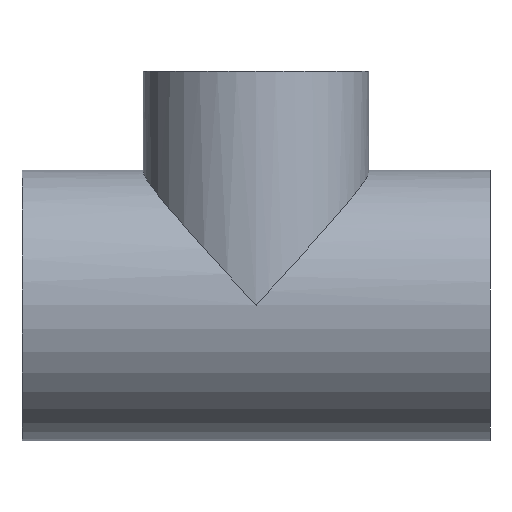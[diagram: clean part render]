
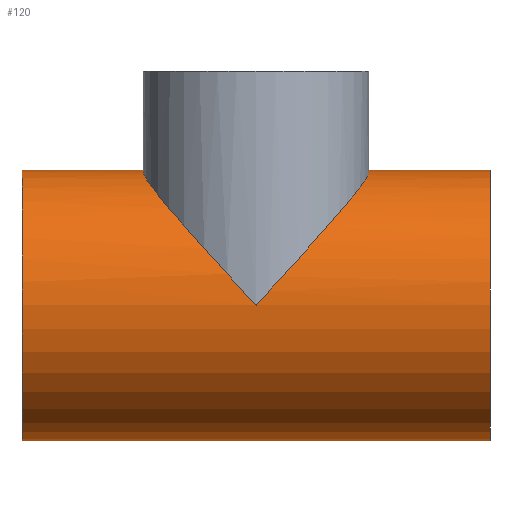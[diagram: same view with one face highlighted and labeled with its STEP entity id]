
A CAD part, front view. The second image highlights one B-rep face of the part: STEP entity #120.
In plain terms, the highlighted cylindrical face has radius 38.1 mm (diameter 76.2 mm), a full revolution.
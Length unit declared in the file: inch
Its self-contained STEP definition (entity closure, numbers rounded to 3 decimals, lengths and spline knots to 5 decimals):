
#17=FACE_BOUND('',#37,.T.);
#27=FACE_OUTER_BOUND('',#36,.T.);
#36=EDGE_LOOP('',(#102,#103,#104,#105));
#37=EDGE_LOOP('',(#106,#107));
#44=B_SPLINE_CURVE_WITH_KNOTS('',3,(#266,#267,#268,#269,#270,#271,#272,
#273,#274,#275,#276,#277,#278,#279,#280,#281,#282,#283,#284,#285,#286,#287,
#288,#289,#290,#291,#292,#293,#294,#295,#296,#297,#298,#299,#300,#301,#302,
#303,#304,#305,#306,#307,#308,#309,#310,#311,#312,#313,#314,#315),
 .UNSPECIFIED.,.F.,.F.,(4,2,2,2,2,2,2,2,2,2,2,2,2,2,2,2,2,2,2,2,2,2,2,2,
4),(0.,0.90576,1.81152,2.71727,3.62303,
4.23727,4.85152,5.46576,6.08,6.68407,
7.28813,7.8922,8.49627,9.1299,9.76354,
10.39717,11.03081,11.66444,12.29807,12.93171,
13.56534,14.16941,14.77348,15.37754,15.98161),
 .UNSPECIFIED.);
#45=B_SPLINE_CURVE_WITH_KNOTS('',3,(#316,#317,#318,#319,#320,#321,#322,
#323,#324,#325,#326,#327,#328,#329,#330,#331,#332,#333),.UNSPECIFIED.,.F.,
 .F.,(4,2,2,2,2,2,2,2,4),(15.98161,16.59585,17.2101,
17.82434,18.43858,19.34434,20.25009,21.15585,
22.06161),.UNSPECIFIED.);
#49=LINE('',#348,#53);
#53=VECTOR('',#181,1.5);
#58=CIRCLE('',#152,1.5);
#59=CIRCLE('',#153,1.5);
#63=VERTEX_POINT('',#264);
#64=VERTEX_POINT('',#265);
#68=VERTEX_POINT('',#345);
#69=VERTEX_POINT('',#347);
#74=EDGE_CURVE('',#63,#64,#44,.T.);
#75=EDGE_CURVE('',#64,#63,#45,.T.);
#81=EDGE_CURVE('',#68,#68,#58,.T.);
#82=EDGE_CURVE('',#68,#69,#49,.T.);
#83=EDGE_CURVE('',#69,#69,#59,.T.);
#102=ORIENTED_EDGE('',*,*,#81,.F.);
#103=ORIENTED_EDGE('',*,*,#82,.T.);
#104=ORIENTED_EDGE('',*,*,#83,.T.);
#105=ORIENTED_EDGE('',*,*,#82,.F.);
#106=ORIENTED_EDGE('',*,*,#74,.T.);
#107=ORIENTED_EDGE('',*,*,#75,.T.);
#115=CYLINDRICAL_SURFACE('',#151,1.5);
#120=ADVANCED_FACE('',(#27,#17),#115,.T.);
#151=AXIS2_PLACEMENT_3D('',#344,#177,#178);
#152=AXIS2_PLACEMENT_3D('',#346,#179,#180);
#153=AXIS2_PLACEMENT_3D('',#349,#182,#183);
#177=DIRECTION('center_axis',(-1.,0.,0.));
#178=DIRECTION('ref_axis',(0.,-1.,0.));
#179=DIRECTION('center_axis',(-1.,0.,0.));
#180=DIRECTION('ref_axis',(0.,-1.,0.));
#181=DIRECTION('',(1.,0.,0.));
#182=DIRECTION('center_axis',(-1.,0.,0.));
#183=DIRECTION('ref_axis',(0.,-1.,0.));
#264=CARTESIAN_POINT('',(0.,-1.5,0.));
#265=CARTESIAN_POINT('',(1.25,-0.25,1.47902));
#266=CARTESIAN_POINT('Ctrl Pts',(0.,-1.5,0.));
#267=CARTESIAN_POINT('Ctrl Pts',(-0.08014,-1.5,0.08779));
#268=CARTESIAN_POINT('Ctrl Pts',(-0.16372,-1.4922,0.17934));
#269=CARTESIAN_POINT('Ctrl Pts',(-0.33183,-1.4582,0.36397));
#270=CARTESIAN_POINT('Ctrl Pts',(-0.41637,-1.43201,0.45705));
#271=CARTESIAN_POINT('Ctrl Pts',(-0.58062,-1.36059,0.63903));
#272=CARTESIAN_POINT('Ctrl Pts',(-0.66038,-1.31533,0.72798));
#273=CARTESIAN_POINT('Ctrl Pts',(-0.80968,-1.20678,0.8965));
#274=CARTESIAN_POINT('Ctrl Pts',(-0.87923,-1.14349,0.97607));
#275=CARTESIAN_POINT('Ctrl Pts',(-0.98323,-1.0245,1.09779));
#276=CARTESIAN_POINT('Ctrl Pts',(-1.02442,-0.96982,1.14684));
#277=CARTESIAN_POINT('Ctrl Pts',(-1.09962,-0.84868,1.23917));
#278=CARTESIAN_POINT('Ctrl Pts',(-1.13361,-0.78221,1.28243));
#279=CARTESIAN_POINT('Ctrl Pts',(-1.18991,-0.64044,1.3588));
#280=CARTESIAN_POINT('Ctrl Pts',(-1.21225,-0.56499,1.39195));
#281=CARTESIAN_POINT('Ctrl Pts',(-1.24231,-0.40952,1.44535));
#282=CARTESIAN_POINT('Ctrl Pts',(-1.25,-0.32948,1.46559));
#283=CARTESIAN_POINT('Ctrl Pts',(-1.25,-0.17183,1.49223));
#284=CARTESIAN_POINT('Ctrl Pts',(-1.24253,-0.0909,1.4994));
#285=CARTESIAN_POINT('Ctrl Pts',(-1.21117,0.06979,1.50053));
#286=CARTESIAN_POINT('Ctrl Pts',(-1.18728,0.14955,1.49451));
#287=CARTESIAN_POINT('Ctrl Pts',(-1.12464,0.30177,1.47135));
#288=CARTESIAN_POINT('Ctrl Pts',(-1.08582,0.37444,1.4542));
#289=CARTESIAN_POINT('Ctrl Pts',(-0.99701,0.50823,1.41301));
#290=CARTESIAN_POINT('Ctrl Pts',(-0.94701,0.56935,1.38901));
#291=CARTESIAN_POINT('Ctrl Pts',(-0.83916,0.67982,1.33855));
#292=CARTESIAN_POINT('Ctrl Pts',(-0.77697,0.73264,1.31004));
#293=CARTESIAN_POINT('Ctrl Pts',(-0.64147,0.82601,1.25328));
#294=CARTESIAN_POINT('Ctrl Pts',(-0.56815,0.86657,1.22505));
#295=CARTESIAN_POINT('Ctrl Pts',(-0.41395,0.93244,1.17569));
#296=CARTESIAN_POINT('Ctrl Pts',(-0.3329,0.95781,1.1546));
#297=CARTESIAN_POINT('Ctrl Pts',(-0.16752,0.9916,1.12571));
#298=CARTESIAN_POINT('Ctrl Pts',(-0.08315,1.,1.11803));
#299=CARTESIAN_POINT('Ctrl Pts',(0.08315,1.,1.11803));
#300=CARTESIAN_POINT('Ctrl Pts',(0.16752,0.9916,1.12571));
#301=CARTESIAN_POINT('Ctrl Pts',(0.3329,0.95781,1.1546));
#302=CARTESIAN_POINT('Ctrl Pts',(0.41395,0.93244,1.17569));
#303=CARTESIAN_POINT('Ctrl Pts',(0.56815,0.86657,1.22505));
#304=CARTESIAN_POINT('Ctrl Pts',(0.64147,0.82601,1.25328));
#305=CARTESIAN_POINT('Ctrl Pts',(0.77697,0.73264,1.31004));
#306=CARTESIAN_POINT('Ctrl Pts',(0.83916,0.67982,1.33855));
#307=CARTESIAN_POINT('Ctrl Pts',(0.94701,0.56935,1.38901));
#308=CARTESIAN_POINT('Ctrl Pts',(0.99701,0.50823,1.41301));
#309=CARTESIAN_POINT('Ctrl Pts',(1.08582,0.37444,1.4542));
#310=CARTESIAN_POINT('Ctrl Pts',(1.12464,0.30177,1.47135));
#311=CARTESIAN_POINT('Ctrl Pts',(1.18728,0.14955,1.49451));
#312=CARTESIAN_POINT('Ctrl Pts',(1.21117,0.06979,1.50053));
#313=CARTESIAN_POINT('Ctrl Pts',(1.24253,-0.0909,1.4994));
#314=CARTESIAN_POINT('Ctrl Pts',(1.25,-0.17183,1.49223));
#315=CARTESIAN_POINT('Ctrl Pts',(1.25,-0.25,1.47902));
#316=CARTESIAN_POINT('Ctrl Pts',(1.25,-0.25,1.47902));
#317=CARTESIAN_POINT('Ctrl Pts',(1.25,-0.32948,1.46559));
#318=CARTESIAN_POINT('Ctrl Pts',(1.24231,-0.40952,1.44535));
#319=CARTESIAN_POINT('Ctrl Pts',(1.21225,-0.56499,1.39195));
#320=CARTESIAN_POINT('Ctrl Pts',(1.18991,-0.64044,1.3588));
#321=CARTESIAN_POINT('Ctrl Pts',(1.13361,-0.78221,1.28243));
#322=CARTESIAN_POINT('Ctrl Pts',(1.09962,-0.84868,1.23917));
#323=CARTESIAN_POINT('Ctrl Pts',(1.02442,-0.96982,1.14684));
#324=CARTESIAN_POINT('Ctrl Pts',(0.98323,-1.0245,1.09779));
#325=CARTESIAN_POINT('Ctrl Pts',(0.87923,-1.14349,0.97607));
#326=CARTESIAN_POINT('Ctrl Pts',(0.80968,-1.20678,0.8965));
#327=CARTESIAN_POINT('Ctrl Pts',(0.66038,-1.31533,0.72798));
#328=CARTESIAN_POINT('Ctrl Pts',(0.58062,-1.36059,0.63903));
#329=CARTESIAN_POINT('Ctrl Pts',(0.41637,-1.43201,0.45705));
#330=CARTESIAN_POINT('Ctrl Pts',(0.33183,-1.4582,0.36397));
#331=CARTESIAN_POINT('Ctrl Pts',(0.16372,-1.4922,0.17934));
#332=CARTESIAN_POINT('Ctrl Pts',(0.08014,-1.5,0.08779));
#333=CARTESIAN_POINT('Ctrl Pts',(0.,-1.5,0.));
#344=CARTESIAN_POINT('Origin',(2.594,0.,0.));
#345=CARTESIAN_POINT('',(-2.594,1.5,0.));
#346=CARTESIAN_POINT('Origin',(-2.594,0.,0.));
#347=CARTESIAN_POINT('',(2.594,1.5,0.));
#348=CARTESIAN_POINT('',(2.594,1.5,0.));
#349=CARTESIAN_POINT('Origin',(2.594,0.,0.));
